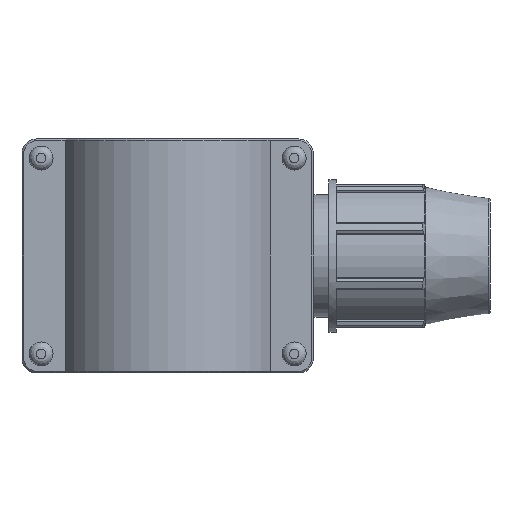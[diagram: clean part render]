
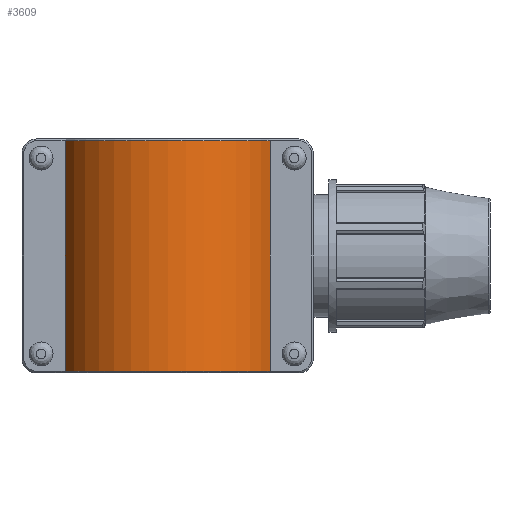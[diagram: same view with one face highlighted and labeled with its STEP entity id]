
A CAD part, front view. The second image highlights one B-rep face of the part: STEP entity #3609.
In plain terms, the highlighted cylindrical face has radius 46.875 mm (diameter 93.75 mm), a partial arc.
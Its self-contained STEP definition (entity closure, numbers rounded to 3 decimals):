
#245=LINE('',#6342,#531);
#246=LINE('',#6344,#532);
#531=VECTOR('',#4882,96.5);
#532=VECTOR('',#4885,96.5);
#847=CYLINDRICAL_SURFACE('',#3965,46.875);
#1109=FACE_OUTER_BOUND('',#1389,.T.);
#1389=EDGE_LOOP('',(#3180,#3181,#3182,#3183));
#1584=CIRCLE('',#3947,46.875);
#1585=CIRCLE('',#3950,46.875);
#1886=VERTEX_POINT('',#6282);
#1887=VERTEX_POINT('',#6287);
#1888=VERTEX_POINT('',#6294);
#1890=VERTEX_POINT('',#6303);
#2328=EDGE_CURVE('',#1886,#1887,#1584,.T.);
#2334=EDGE_CURVE('',#1890,#1888,#1585,.T.);
#2351=EDGE_CURVE('',#1886,#1888,#245,.T.);
#2352=EDGE_CURVE('',#1887,#1890,#246,.T.);
#3180=ORIENTED_EDGE('',*,*,#2328,.F.);
#3181=ORIENTED_EDGE('',*,*,#2351,.T.);
#3182=ORIENTED_EDGE('',*,*,#2334,.F.);
#3183=ORIENTED_EDGE('',*,*,#2352,.F.);
#3609=ADVANCED_FACE('',(#1109),#847,.T.);
#3947=AXIS2_PLACEMENT_3D('',#6288,#4832,#4833);
#3950=AXIS2_PLACEMENT_3D('',#6308,#4840,#4841);
#3965=AXIS2_PLACEMENT_3D('',#6343,#4883,#4884);
#4832=DIRECTION('center_axis',(0.,0.,-1.));
#4833=DIRECTION('ref_axis',(1.,0.,0.));
#4840=DIRECTION('center_axis',(0.,0.,1.));
#4841=DIRECTION('ref_axis',(1.,0.,0.));
#4882=DIRECTION('',(0.,0.,1.));
#4883=DIRECTION('center_axis',(0.,0.,1.));
#4884=DIRECTION('ref_axis',(1.,0.,0.));
#4885=DIRECTION('',(0.,0.,1.));
#6282=CARTESIAN_POINT('',(42.962,-18.75,-48.25));
#6287=CARTESIAN_POINT('',(-42.962,-18.75,-48.25));
#6288=CARTESIAN_POINT('Origin',(0.,0.,-48.25));
#6294=CARTESIAN_POINT('',(42.962,-18.75,48.25));
#6303=CARTESIAN_POINT('',(-42.962,-18.75,48.25));
#6308=CARTESIAN_POINT('Origin',(0.,0.,48.25));
#6342=CARTESIAN_POINT('',(42.962,-18.75,0.));
#6343=CARTESIAN_POINT('Origin',(0.,0.,0.));
#6344=CARTESIAN_POINT('',(-42.962,-18.75,0.));
